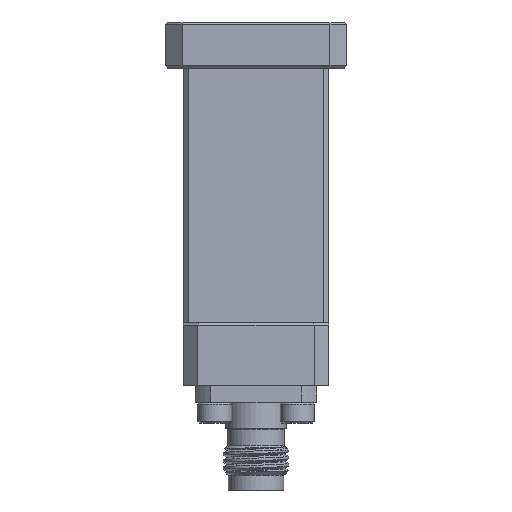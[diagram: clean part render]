
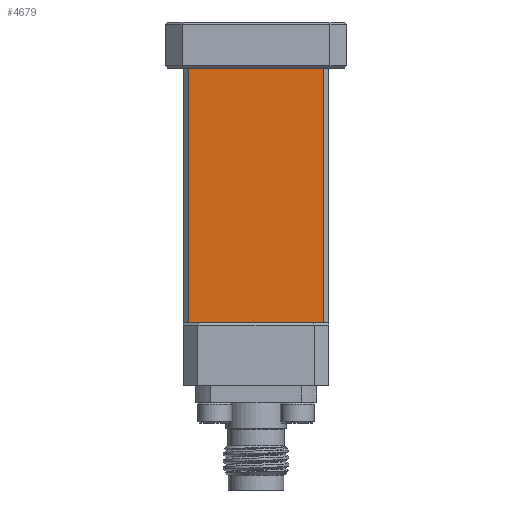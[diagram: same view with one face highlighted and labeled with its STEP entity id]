
A CAD part, front view. The second image highlights one B-rep face of the part: STEP entity #4679.
In plain terms, the highlighted planar face has unit normal (0, -1, 0).
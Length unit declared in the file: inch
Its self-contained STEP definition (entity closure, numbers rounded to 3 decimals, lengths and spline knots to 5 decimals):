
#113 = CARTESIAN_POINT ( 'NONE',  ( 0.31559, 0.84764, 0.69198 ) ) ;
#459 = CARTESIAN_POINT ( 'NONE',  ( 0.22059, 0.84764, 1.74198 ) ) ;
#674 = DIRECTION ( 'NONE',  ( 1., 0., 0. ) ) ;
#1563 = LINE ( 'NONE', #459, #11931 ) ;
#1752 = ORIENTED_EDGE ( 'NONE', *, *, #5471, .F. ) ;
#3443 = LINE ( 'NONE', #11512, #12497 ) ;
#3465 = EDGE_CURVE ( 'NONE', #11642, #12317, #1563, .T. ) ;
#3983 = DIRECTION ( 'NONE',  ( 0., 1., 0. ) ) ;
#4120 = LINE ( 'NONE', #7576, #13737 ) ;
#4679 = ADVANCED_FACE ( 'NONE', ( #9477 ), #13932, .F. ) ;
#5144 = AXIS2_PLACEMENT_3D ( 'NONE', #6113, #3983, #9683 ) ;
#5177 = CARTESIAN_POINT ( 'NONE',  ( 0.22059, 0.84764, 0.69198 ) ) ;
#5471 = EDGE_CURVE ( 'NONE', #12420, #6864, #12769, .T. ) ;
#6113 = CARTESIAN_POINT ( 'NONE',  ( 0.22059, 0.84764, 0.49198 ) ) ;
#6395 = CARTESIAN_POINT ( 'NONE',  ( 0.87559, 0.84764, 1.74198 ) ) ;
#6864 = VERTEX_POINT ( 'NONE', #113 ) ;
#7576 = CARTESIAN_POINT ( 'NONE',  ( 0.31559, 0.84764, 0.49198 ) ) ;
#8460 = DIRECTION ( 'NONE',  ( 0., 0., -1. ) ) ;
#8950 = EDGE_CURVE ( 'NONE', #12420, #12317, #3443, .T. ) ;
#9346 = DIRECTION ( 'NONE',  ( -1., 0., 0. ) ) ;
#9436 = EDGE_LOOP ( 'NONE', ( #13874, #10515, #1752, #10945 ) ) ;
#9477 = FACE_OUTER_BOUND ( 'NONE', #9436, .T. ) ;
#9640 = VECTOR ( 'NONE', #9346, 39.37008 ) ;
#9683 = DIRECTION ( 'NONE',  ( -1., 0., 0. ) ) ;
#10515 = ORIENTED_EDGE ( 'NONE', *, *, #12323, .T. ) ;
#10945 = ORIENTED_EDGE ( 'NONE', *, *, #8950, .T. ) ;
#11051 = CARTESIAN_POINT ( 'NONE',  ( 0.31559, 0.84764, 1.74198 ) ) ;
#11087 = CARTESIAN_POINT ( 'NONE',  ( 0.87559, 0.84764, 0.69198 ) ) ;
#11512 = CARTESIAN_POINT ( 'NONE',  ( 0.87559, 0.84764, 0.49198 ) ) ;
#11642 = VERTEX_POINT ( 'NONE', #11051 ) ;
#11931 = VECTOR ( 'NONE', #674, 39.37008 ) ;
#12317 = VERTEX_POINT ( 'NONE', #6395 ) ;
#12323 = EDGE_CURVE ( 'NONE', #11642, #6864, #4120, .T. ) ;
#12396 = DIRECTION ( 'NONE',  ( 0., 0., 1. ) ) ;
#12420 = VERTEX_POINT ( 'NONE', #11087 ) ;
#12497 = VECTOR ( 'NONE', #12396, 39.37008 ) ;
#12769 = LINE ( 'NONE', #5177, #9640 ) ;
#13737 = VECTOR ( 'NONE', #8460, 39.37008 ) ;
#13874 = ORIENTED_EDGE ( 'NONE', *, *, #3465, .F. ) ;
#13932 = PLANE ( 'NONE',  #5144 ) ;
